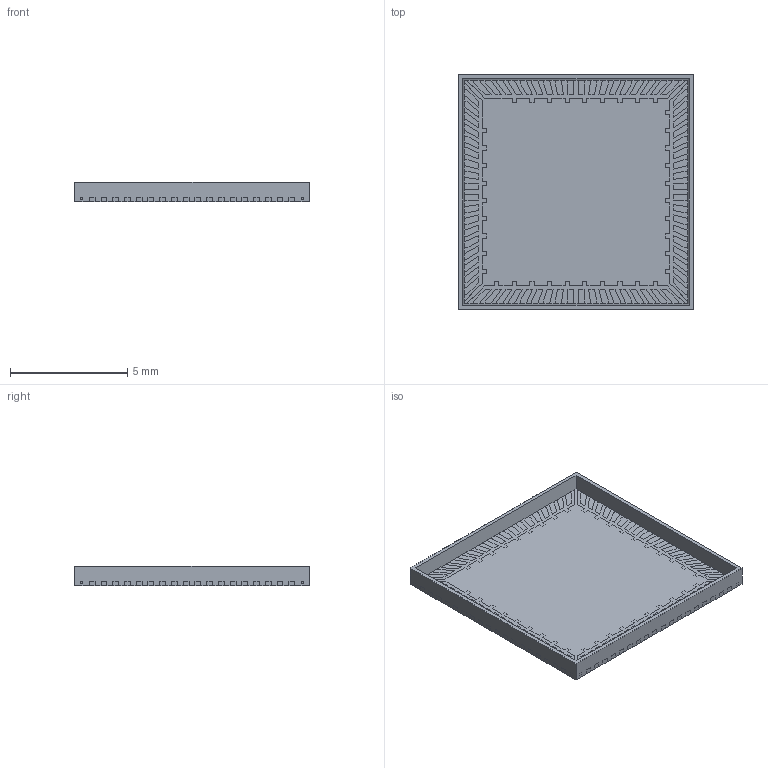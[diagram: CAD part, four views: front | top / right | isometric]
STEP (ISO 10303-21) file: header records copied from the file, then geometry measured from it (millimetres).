
FILE_DESCRIPTION (( 'STEP AP214' ), '1' );
FILE_NAME ('10x10_72_5.STEP', '2013-08-18T18:49:52', ( 'sw2011vm-Admin' ), ( '' ), 'SwSTEP 2.0', 'SolidWorks 2012', '' );
FILE_SCHEMA (( 'AUTOMOTIVE_DESIGN' ));
Length unit declared in the file: inch
Products named in the file (3): 10x10_72_.5_A_metal; 10x10_72_5; 10x10_72_.5_A_MOLD
Assembly tree (2 placements, depth 2):
  10x10_72_5
    10x10_72_.5_A_MOLD
    10x10_72_.5_A_metal
Bounding box: 10 x 10 x 0.84 mm (x, y, z)
Volume: 25.5 mm3; surface area: 356.3 mm2
Topology: 74 solids, 74 shells, 2000 faces, 5828 edges, 3824 vertices
Faces by surface type: plane 2000
Entity records: 65680 total; most frequent: CARTESIAN_POINT 11657, ORIENTED_EDGE 11656, DIRECTION 9838, LINE 5828, VECTOR 5828, EDGE_CURVE 5828, VERTEX_POINT 3824, EDGE_LOOP 2010
